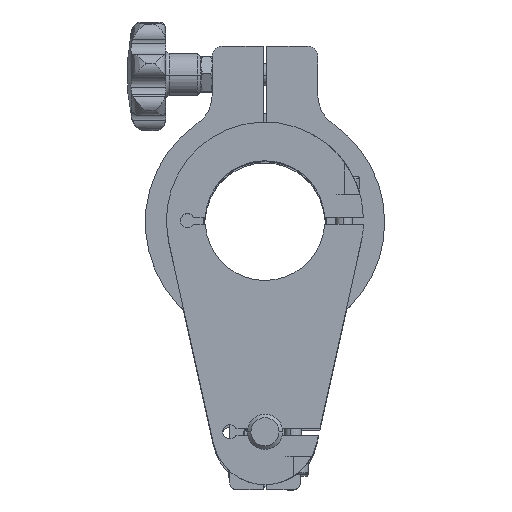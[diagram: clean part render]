
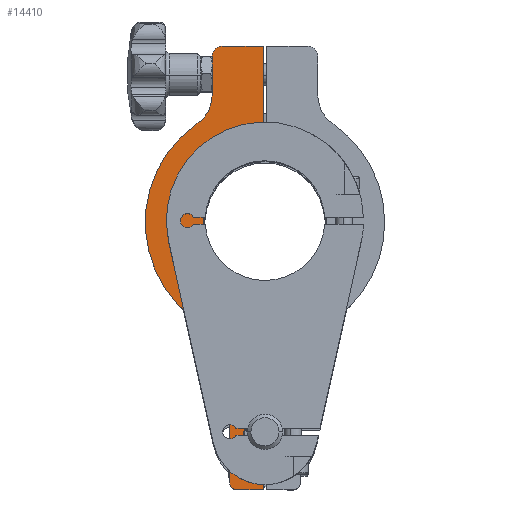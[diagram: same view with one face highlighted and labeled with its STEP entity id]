
A CAD part, top view. The second image highlights one B-rep face of the part: STEP entity #14410.
In plain terms, the highlighted planar face has unit normal (0, 0, 1).
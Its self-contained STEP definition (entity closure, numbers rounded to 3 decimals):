
#82 = PLANE ( 'NONE',  #10766 ) ;
#101 = EDGE_CURVE ( 'NONE', #2079, #6635, #5510, .T. ) ;
#501 = VERTEX_POINT ( 'NONE', #10105 ) ;
#614 = DIRECTION ( 'NONE',  ( 1., 0., 0. ) ) ;
#769 = DIRECTION ( 'NONE',  ( 0., -1., 0. ) ) ;
#1031 = VECTOR ( 'NONE', #11696, 1000. ) ;
#1112 = CARTESIAN_POINT ( 'NONE',  ( -10., -39.212, -264. ) ) ;
#1213 = ORIENTED_EDGE ( 'NONE', *, *, #7487, .T. ) ;
#1295 = CARTESIAN_POINT ( 'NONE',  ( -20., -39.212, -264. ) ) ;
#1640 = VECTOR ( 'NONE', #614, 1000. ) ;
#1665 = VERTEX_POINT ( 'NONE', #14107 ) ;
#1890 = ORIENTED_EDGE ( 'NONE', *, *, #2449, .F. ) ;
#2074 = CARTESIAN_POINT ( 'NONE',  ( 15., 49.98, -264. ) ) ;
#2079 = VERTEX_POINT ( 'NONE', #3013 ) ;
#2123 = CARTESIAN_POINT ( 'NONE',  ( -8., -74.02, -264. ) ) ;
#2162 = CIRCLE ( 'NONE', #17226, 34. ) ;
#2165 = EDGE_CURVE ( 'NONE', #15418, #8601, #11013, .T. ) ;
#2233 = VERTEX_POINT ( 'NONE', #17232 ) ;
#2449 = EDGE_CURVE ( 'NONE', #501, #16326, #7187, .T. ) ;
#2671 = DIRECTION ( 'NONE',  ( 1., 0., 0. ) ) ;
#3013 = CARTESIAN_POINT ( 'NONE',  ( -15., 46.98, -264. ) ) ;
#3319 = EDGE_LOOP ( 'NONE', ( #1890, #17461, #16952, #16602, #14534, #17289, #5246, #5627, #9670, #6947, #10958, #4385, #12119, #1213 ) ) ;
#3347 = EDGE_CURVE ( 'NONE', #16165, #2233, #12047, .T. ) ;
#3353 = DIRECTION ( 'NONE',  ( 0., 0., 1. ) ) ;
#3364 = DIRECTION ( 'NONE',  ( 0., 0., -1. ) ) ;
#3497 = DIRECTION ( 'NONE',  ( 1., 0., 0. ) ) ;
#3600 = VERTEX_POINT ( 'NONE', #8395 ) ;
#3607 = DIRECTION ( 'NONE',  ( 0., 1., 0. ) ) ;
#4070 = LINE ( 'NONE', #11715, #10872 ) ;
#4164 = CARTESIAN_POINT ( 'NONE',  ( 0., -60.02, -264. ) ) ;
#4355 = CARTESIAN_POINT ( 'NONE',  ( 0., -60., -264. ) ) ;
#4385 = ORIENTED_EDGE ( 'NONE', *, *, #11861, .T. ) ;
#4730 = LINE ( 'NONE', #15226, #5149 ) ;
#5149 = VECTOR ( 'NONE', #7093, 1000. ) ;
#5246 = ORIENTED_EDGE ( 'NONE', *, *, #7533, .T. ) ;
#5274 = VERTEX_POINT ( 'NONE', #13958 ) ;
#5296 = CARTESIAN_POINT ( 'NONE',  ( -19.318, 27.959, -264. ) ) ;
#5510 = LINE ( 'NONE', #10292, #16361 ) ;
#5516 = DIRECTION ( 'NONE',  ( 1., 0., 0. ) ) ;
#5574 = LINE ( 'NONE', #9021, #12364 ) ;
#5627 = ORIENTED_EDGE ( 'NONE', *, *, #13785, .T. ) ;
#5710 = DIRECTION ( 'NONE',  ( 1., 0., 0. ) ) ;
#6160 = AXIS2_PLACEMENT_3D ( 'NONE', #4355, #13848, #5710 ) ;
#6353 = EDGE_CURVE ( 'NONE', #6635, #17566, #12582, .T. ) ;
#6556 = VERTEX_POINT ( 'NONE', #13202 ) ;
#6635 = VERTEX_POINT ( 'NONE', #10650 ) ;
#6947 = ORIENTED_EDGE ( 'NONE', *, *, #14752, .T. ) ;
#7093 = DIRECTION ( 'NONE',  ( 0., -1., 0. ) ) ;
#7154 = CARTESIAN_POINT ( 'NONE',  ( 0., -0.02, -264. ) ) ;
#7187 = LINE ( 'NONE', #2074, #14403 ) ;
#7487 = EDGE_CURVE ( 'NONE', #6556, #16326, #5574, .T. ) ;
#7533 = EDGE_CURVE ( 'NONE', #8601, #3600, #4730, .T. ) ;
#7710 = DIRECTION ( 'NONE',  ( 0., 0., 1. ) ) ;
#8395 = CARTESIAN_POINT ( 'NONE',  ( -10., -74.02, -264. ) ) ;
#8519 = DIRECTION ( 'NONE',  ( 1., 0., 0. ) ) ;
#8601 = VERTEX_POINT ( 'NONE', #1112 ) ;
#8776 = CARTESIAN_POINT ( 'NONE',  ( -10., -76.02, -264. ) ) ;
#8947 = EDGE_CURVE ( 'NONE', #6556, #9389, #14890, .T. ) ;
#9021 = CARTESIAN_POINT ( 'NONE',  ( -0.5, -80.02, -264. ) ) ;
#9188 = AXIS2_PLACEMENT_3D ( 'NONE', #11489, #3364, #12844 ) ;
#9389 = VERTEX_POINT ( 'NONE', #13079 ) ;
#9554 = CIRCLE ( 'NONE', #15420, 2. ) ;
#9670 = ORIENTED_EDGE ( 'NONE', *, *, #3347, .T. ) ;
#10105 = CARTESIAN_POINT ( 'NONE',  ( -12., 49.98, -264. ) ) ;
#10292 = CARTESIAN_POINT ( 'NONE',  ( -15., 49.98, -264. ) ) ;
#10342 = CARTESIAN_POINT ( 'NONE',  ( -0.5, -80.02, -264. ) ) ;
#10391 = EDGE_CURVE ( 'NONE', #5274, #1665, #11018, .T. ) ;
#10459 = CARTESIAN_POINT ( 'NONE',  ( -8., -76.02, -264. ) ) ;
#10541 = EDGE_CURVE ( 'NONE', #501, #2079, #11547, .T. ) ;
#10542 = CARTESIAN_POINT ( 'NONE',  ( -15.455, -30.304, -264. ) ) ;
#10650 = CARTESIAN_POINT ( 'NONE',  ( -15., 36.188, -264. ) ) ;
#10766 = AXIS2_PLACEMENT_3D ( 'NONE', #4164, #13661, #5516 ) ;
#10805 = DIRECTION ( 'NONE',  ( 0., 0., -1. ) ) ;
#10872 = VECTOR ( 'NONE', #14443, 1000. ) ;
#10958 = ORIENTED_EDGE ( 'NONE', *, *, #10391, .F. ) ;
#11013 = CIRCLE ( 'NONE', #14991, 10. ) ;
#11018 = CIRCLE ( 'NONE', #6160, 6. ) ;
#11477 = CARTESIAN_POINT ( 'NONE',  ( -12., 46.98, -264. ) ) ;
#11489 = CARTESIAN_POINT ( 'NONE',  ( -25., 36.188, -264. ) ) ;
#11547 = CIRCLE ( 'NONE', #16167, 3. ) ;
#11622 = DIRECTION ( 'NONE',  ( 0., 0., 1. ) ) ;
#11696 = DIRECTION ( 'NONE',  ( 0., 1., 0. ) ) ;
#11713 = EDGE_CURVE ( 'NONE', #17566, #15418, #2162, .T. ) ;
#11715 = CARTESIAN_POINT ( 'NONE',  ( -0.5, -80.02, -264. ) ) ;
#11861 = EDGE_CURVE ( 'NONE', #5274, #9389, #4070, .T. ) ;
#11876 = LINE ( 'NONE', #10342, #1031 ) ;
#12047 = LINE ( 'NONE', #8776, #1640 ) ;
#12119 = ORIENTED_EDGE ( 'NONE', *, *, #8947, .F. ) ;
#12364 = VECTOR ( 'NONE', #3607, 1000. ) ;
#12582 = CIRCLE ( 'NONE', #9188, 10. ) ;
#12831 = DIRECTION ( 'NONE',  ( 1., 0., 0. ) ) ;
#12844 = DIRECTION ( 'NONE',  ( 1., 0., 0. ) ) ;
#13079 = CARTESIAN_POINT ( 'NONE',  ( -0.5, -17.513, -264. ) ) ;
#13202 = CARTESIAN_POINT ( 'NONE',  ( -0.5, 17.473, -264. ) ) ;
#13661 = DIRECTION ( 'NONE',  ( 0., 0., 1. ) ) ;
#13785 = EDGE_CURVE ( 'NONE', #3600, #16165, #9554, .T. ) ;
#13848 = DIRECTION ( 'NONE',  ( 0., 0., 1. ) ) ;
#13958 = CARTESIAN_POINT ( 'NONE',  ( -0.5, -54.021, -264. ) ) ;
#14107 = CARTESIAN_POINT ( 'NONE',  ( -0.5, -65.979, -264. ) ) ;
#14403 = VECTOR ( 'NONE', #15500, 1000. ) ;
#14410 = ADVANCED_FACE ( 'NONE', ( #16132 ), #82, .T. ) ;
#14443 = DIRECTION ( 'NONE',  ( 0., 1., 0. ) ) ;
#14534 = ORIENTED_EDGE ( 'NONE', *, *, #11713, .T. ) ;
#14560 = AXIS2_PLACEMENT_3D ( 'NONE', #15831, #7710, #17208 ) ;
#14752 = EDGE_CURVE ( 'NONE', #2233, #1665, #11876, .T. ) ;
#14834 = CARTESIAN_POINT ( 'NONE',  ( -0.5, 49.98, -264. ) ) ;
#14890 = CIRCLE ( 'NONE', #14560, 17.5 ) ;
#14991 = AXIS2_PLACEMENT_3D ( 'NONE', #1295, #10805, #2671 ) ;
#15226 = CARTESIAN_POINT ( 'NONE',  ( -10., -60.02, -264. ) ) ;
#15418 = VERTEX_POINT ( 'NONE', #10542 ) ;
#15420 = AXIS2_PLACEMENT_3D ( 'NONE', #2123, #11622, #3497 ) ;
#15500 = DIRECTION ( 'NONE',  ( 1., 0., 0. ) ) ;
#15831 = CARTESIAN_POINT ( 'NONE',  ( 0., -0.02, -264. ) ) ;
#16132 = FACE_OUTER_BOUND ( 'NONE', #3319, .T. ) ;
#16165 = VERTEX_POINT ( 'NONE', #10459 ) ;
#16167 = AXIS2_PLACEMENT_3D ( 'NONE', #11477, #3353, #12831 ) ;
#16326 = VERTEX_POINT ( 'NONE', #14834 ) ;
#16361 = VECTOR ( 'NONE', #769, 1000. ) ;
#16602 = ORIENTED_EDGE ( 'NONE', *, *, #6353, .T. ) ;
#16644 = DIRECTION ( 'NONE',  ( 0., 0., 1. ) ) ;
#16952 = ORIENTED_EDGE ( 'NONE', *, *, #101, .T. ) ;
#17208 = DIRECTION ( 'NONE',  ( 1., 0., 0. ) ) ;
#17226 = AXIS2_PLACEMENT_3D ( 'NONE', #7154, #16644, #8519 ) ;
#17232 = CARTESIAN_POINT ( 'NONE',  ( -0.5, -76.02, -264. ) ) ;
#17289 = ORIENTED_EDGE ( 'NONE', *, *, #2165, .T. ) ;
#17461 = ORIENTED_EDGE ( 'NONE', *, *, #10541, .T. ) ;
#17566 = VERTEX_POINT ( 'NONE', #5296 ) ;
